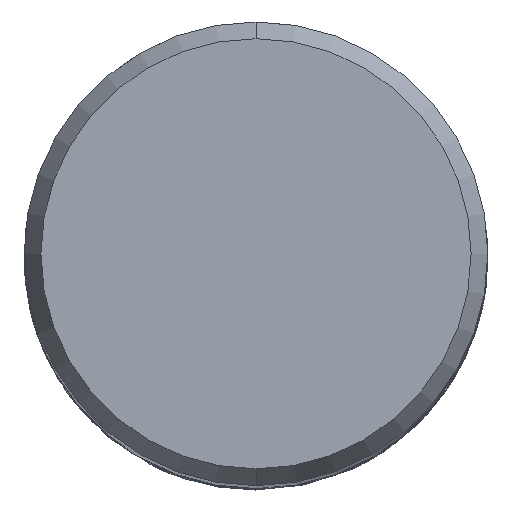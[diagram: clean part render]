
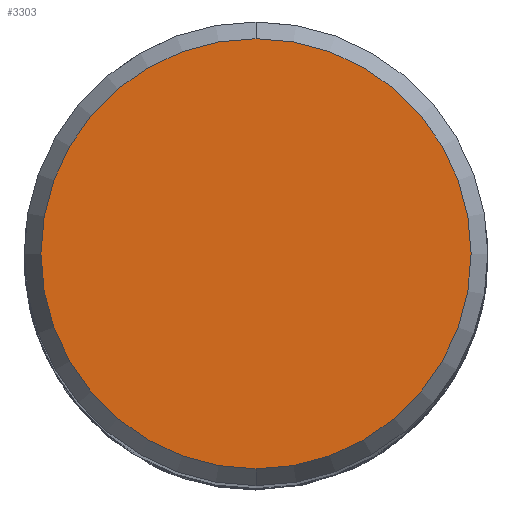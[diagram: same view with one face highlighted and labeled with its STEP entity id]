
A CAD part, top view. The second image highlights one B-rep face of the part: STEP entity #3303.
In plain terms, the highlighted planar face has unit normal (0, 0, 1).
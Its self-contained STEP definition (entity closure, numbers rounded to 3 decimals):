
#1923=VERTEX_POINT('',#4499);
#2253=EDGE_CURVE('',#1923,#3647,#4863,.T.);
#3113=EDGE_CURVE('',#3647,#1923,#5795,.T.);
#3303=ADVANCED_FACE('',(#6004),#6005,.T.);
#3647=VERTEX_POINT('',#6384);
#4499=CARTESIAN_POINT('',(0.0,7.423,0.0));
#4863=CIRCLE('',#15876,7.423);
#5795=CIRCLE('',#24417,7.423);
#6004=FACE_OUTER_BOUND('',#27119,.T.);
#6005=PLANE('',#27120);
#6384=CARTESIAN_POINT('',(0.,-7.423,0.0));
#15876=AXIS2_PLACEMENT_3D('',#32679,#32680,#32681);
#24417=AXIS2_PLACEMENT_3D('',#33688,#33689,#33690);
#27119=EDGE_LOOP('',(#33901,#33902));
#27120=AXIS2_PLACEMENT_3D('',#33903,#33904,#33905);
#32679=CARTESIAN_POINT('',(0.0,0.0,0.0));
#32680=DIRECTION('',(0.0,0.0,-1.0));
#32681=DIRECTION('',(0.0,1.0,0.0));
#33688=CARTESIAN_POINT('',(0.0,0.0,0.0));
#33689=DIRECTION('',(0.0,0.0,-1.0));
#33690=DIRECTION('',(0.0,1.0,0.0));
#33901=ORIENTED_EDGE('',*,*,#2253,.F.);
#33902=ORIENTED_EDGE('',*,*,#3113,.F.);
#33903=CARTESIAN_POINT('',(0.0,3.711,0.0));
#33904=DIRECTION('',(-0.0,0.0,1.0));
#33905=DIRECTION('',(0.0,-1.0,0.0));
